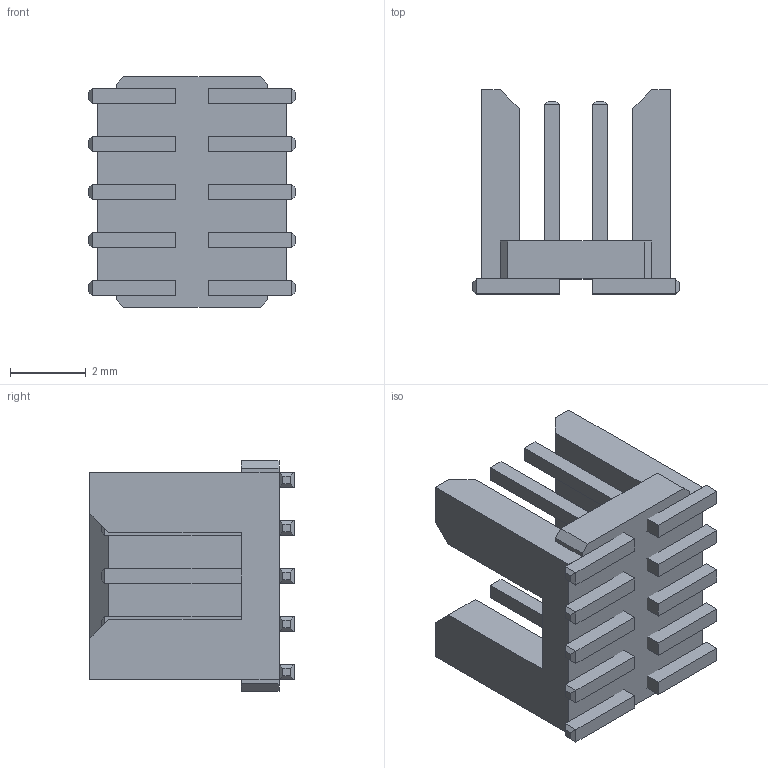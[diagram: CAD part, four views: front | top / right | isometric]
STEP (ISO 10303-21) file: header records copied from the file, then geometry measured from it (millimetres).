
FILE_DESCRIPTION(/* description */ (''),/* implementation_level */ '2;1');
FILE_NAME(/* name */ 'SWD 2x5 Mini Connector.step',/* time_stamp */ '2024-10-07T15:42:52+02:00',/* author */ (''),/* organization */ (''),/* preprocessor_version */ 'ST-DEVELOPER v20',/* originating_system */ 'Autodesk Translation Framework v12.9.0.99',/* authorisation */ '');
FILE_SCHEMA (('AUTOMOTIVE_DESIGN { 1 0 10303 214 3 1 1 }'));
Length unit declared in the file: millimetre
Products named in the file (1): Mini SWD 0.05" Pitch Connector - 10 Pin SMT Box Header
Bounding box: 5.47 x 5.4 x 6.1 mm (x, y, z)
Volume: 74.3 mm3; surface area: 283.6 mm2
Topology: 11 solids, 11 shells, 191 faces, 425 edges, 256 vertices
Faces by surface type: plane 191
Entity records: 5100 total; most frequent: CARTESIAN_POINT 873, ORIENTED_EDGE 850, DIRECTION 809, LINE 425, VECTOR 425, EDGE_CURVE 425, VERTEX_POINT 256, AXIS2_PLACEMENT_3D 192
